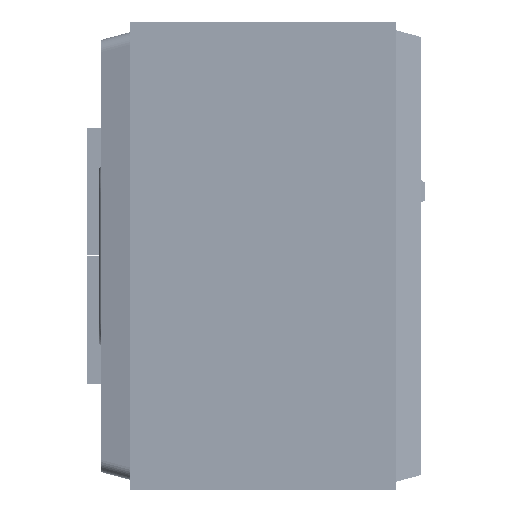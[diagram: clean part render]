
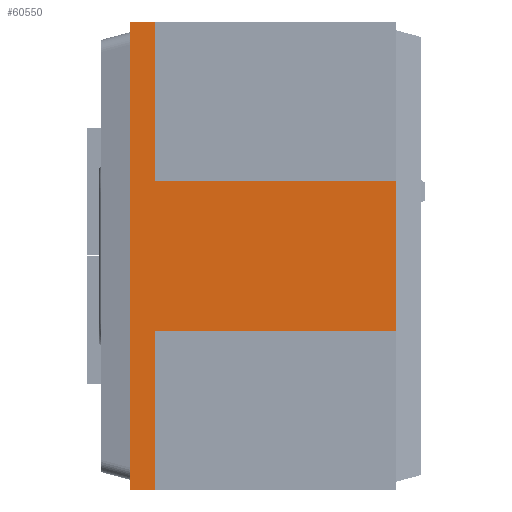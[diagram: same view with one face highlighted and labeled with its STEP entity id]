
A CAD part, left-side view. The second image highlights one B-rep face of the part: STEP entity #60550.
In plain terms, the highlighted planar face has unit normal (-1, 0, 0).
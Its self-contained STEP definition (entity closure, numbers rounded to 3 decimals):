
#2088 = CARTESIAN_POINT ( 'NONE',  ( -112.522, -3.175, -9.398 ) ) ;
#6988 = VECTOR ( 'NONE', #37150, 1000. ) ;
#9078 = EDGE_CURVE ( 'NONE', #106492, #154886, #177907, .T. ) ;
#10554 = DIRECTION ( 'NONE',  ( 0., 0., 1. ) ) ;
#11345 = VERTEX_POINT ( 'NONE', #156963 ) ;
#18235 = VECTOR ( 'NONE', #181256, 1000. ) ;
#23994 = CARTESIAN_POINT ( 'NONE',  ( -112.522, -3.175, 29.21 ) ) ;
#27532 = EDGE_CURVE ( 'NONE', #154886, #127569, #88193, .T. ) ;
#34013 = VERTEX_POINT ( 'NONE', #150368 ) ;
#34904 = ORIENTED_EDGE ( 'NONE', *, *, #54676, .F. ) ;
#37150 = DIRECTION ( 'NONE',  ( 0., -1., 0. ) ) ;
#39422 = CARTESIAN_POINT ( 'NONE',  ( -112.522, 0., 29.21 ) ) ;
#40288 = VECTOR ( 'NONE', #67704, 1000. ) ;
#41693 = DIRECTION ( 'NONE',  ( 0., -1., 0. ) ) ;
#44149 = AXIS2_PLACEMENT_3D ( 'NONE', #217991, #166957, #10554 ) ;
#49540 = EDGE_CURVE ( 'NONE', #11345, #157856, #179415, .T. ) ;
#50371 = EDGE_CURVE ( 'NONE', #106492, #138828, #212887, .T. ) ;
#52038 = CARTESIAN_POINT ( 'NONE',  ( -112.522, 0., 29.21 ) ) ;
#54676 = EDGE_CURVE ( 'NONE', #191153, #34013, #123138, .T. ) ;
#56900 = DIRECTION ( 'NONE',  ( 0., 0., 1. ) ) ;
#60550 = ADVANCED_FACE ( 'NONE', ( #165837 ), #98928, .T. ) ;
#60628 = ORIENTED_EDGE ( 'NONE', *, *, #50371, .T. ) ;
#67704 = DIRECTION ( 'NONE',  ( 0., -1., 0. ) ) ;
#70536 = CARTESIAN_POINT ( 'NONE',  ( -112.522, -33.147, -9.398 ) ) ;
#71204 = CARTESIAN_POINT ( 'NONE',  ( -112.522, 0., -29.21 ) ) ;
#72388 = DIRECTION ( 'NONE',  ( 0., 0., -1. ) ) ;
#72785 = LINE ( 'NONE', #70536, #125630 ) ;
#74731 = CARTESIAN_POINT ( 'NONE',  ( -112.522, -3.175, -29.21 ) ) ;
#86251 = CARTESIAN_POINT ( 'NONE',  ( -112.522, 0., -29.21 ) ) ;
#88193 = LINE ( 'NONE', #39422, #6988 ) ;
#88516 = ORIENTED_EDGE ( 'NONE', *, *, #27532, .F. ) ;
#93988 = CARTESIAN_POINT ( 'NONE',  ( -112.522, 0., -29.21 ) ) ;
#96369 = VECTOR ( 'NONE', #214558, 1000. ) ;
#97859 = EDGE_CURVE ( 'NONE', #11345, #138828, #175531, .T. ) ;
#98928 = PLANE ( 'NONE',  #44149 ) ;
#103946 = ORIENTED_EDGE ( 'NONE', *, *, #49540, .T. ) ;
#106492 = VERTEX_POINT ( 'NONE', #86251 ) ;
#108715 = CARTESIAN_POINT ( 'NONE',  ( -112.522, -33.147, -9.398 ) ) ;
#120601 = ORIENTED_EDGE ( 'NONE', *, *, #127505, .T. ) ;
#123138 = LINE ( 'NONE', #208192, #40288 ) ;
#125019 = CARTESIAN_POINT ( 'NONE',  ( -112.522, -3.175, -9.398 ) ) ;
#125630 = VECTOR ( 'NONE', #56900, 1000. ) ;
#127505 = EDGE_CURVE ( 'NONE', #157856, #34013, #72785, .T. ) ;
#127569 = VERTEX_POINT ( 'NONE', #23994 ) ;
#138828 = VERTEX_POINT ( 'NONE', #74731 ) ;
#140003 = VECTOR ( 'NONE', #41693, 1000. ) ;
#150368 = CARTESIAN_POINT ( 'NONE',  ( -112.522, -33.147, 9.398 ) ) ;
#154464 = VECTOR ( 'NONE', #72388, 1000. ) ;
#154886 = VERTEX_POINT ( 'NONE', #52038 ) ;
#156963 = CARTESIAN_POINT ( 'NONE',  ( -112.522, -3.175, -9.398 ) ) ;
#157856 = VERTEX_POINT ( 'NONE', #108715 ) ;
#165837 = FACE_OUTER_BOUND ( 'NONE', #181104, .T. ) ;
#166957 = DIRECTION ( 'NONE',  ( -1., 0., 0. ) ) ;
#172640 = ORIENTED_EDGE ( 'NONE', *, *, #9078, .F. ) ;
#175425 = EDGE_CURVE ( 'NONE', #191153, #127569, #213240, .T. ) ;
#175531 = LINE ( 'NONE', #2088, #154464 ) ;
#177907 = LINE ( 'NONE', #93988, #18235 ) ;
#178701 = VECTOR ( 'NONE', #181471, 1000. ) ;
#179415 = LINE ( 'NONE', #125019, #96369 ) ;
#181104 = EDGE_LOOP ( 'NONE', ( #60628, #188538, #103946, #120601, #34904, #201028, #88516, #172640 ) ) ;
#181256 = DIRECTION ( 'NONE',  ( 0., 0., 1. ) ) ;
#181471 = DIRECTION ( 'NONE',  ( 0., 0., 1. ) ) ;
#188538 = ORIENTED_EDGE ( 'NONE', *, *, #97859, .F. ) ;
#191153 = VERTEX_POINT ( 'NONE', #209684 ) ;
#197365 = CARTESIAN_POINT ( 'NONE',  ( -112.522, -3.175, 9.398 ) ) ;
#201028 = ORIENTED_EDGE ( 'NONE', *, *, #175425, .T. ) ;
#208192 = CARTESIAN_POINT ( 'NONE',  ( -112.522, -3.175, 9.398 ) ) ;
#209684 = CARTESIAN_POINT ( 'NONE',  ( -112.522, -3.175, 9.398 ) ) ;
#212887 = LINE ( 'NONE', #71204, #140003 ) ;
#213240 = LINE ( 'NONE', #197365, #178701 ) ;
#214558 = DIRECTION ( 'NONE',  ( 0., -1., 0. ) ) ;
#217991 = CARTESIAN_POINT ( 'NONE',  ( -112.522, 0., -29.21 ) ) ;
